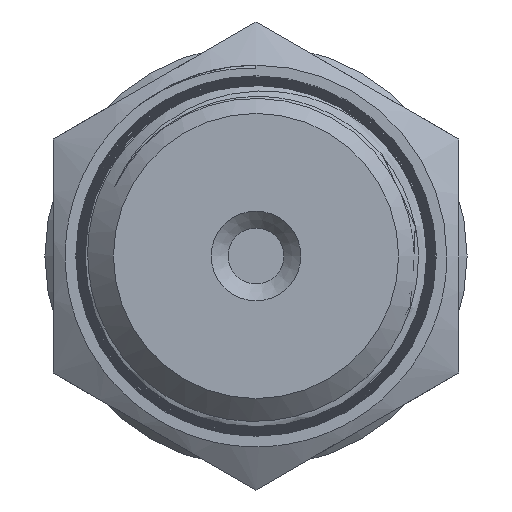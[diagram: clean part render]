
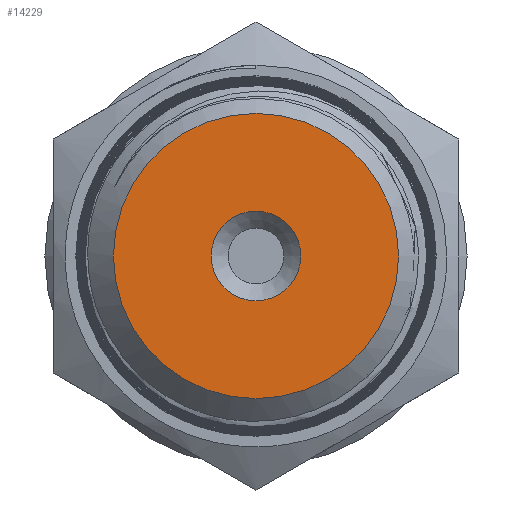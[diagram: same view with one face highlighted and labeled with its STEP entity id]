
A CAD part, left-side view. The second image highlights one B-rep face of the part: STEP entity #14229.
In plain terms, the highlighted planar face has unit normal (-1, 0, 0).
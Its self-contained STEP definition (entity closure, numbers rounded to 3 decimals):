
#159=PLANE('',#14998);
#410=FACE_BOUND('',#2026,.T.);
#1213=FACE_OUTER_BOUND('',#2025,.T.);
#2025=EDGE_LOOP('',(#11233));
#2026=EDGE_LOOP('',(#11234));
#2631=CIRCLE('',#14992,8.445);
#2633=CIRCLE('',#14997,2.65);
#6362=VERTEX_POINT('',#37767);
#6364=VERTEX_POINT('',#37776);
#8137=EDGE_CURVE('',#6362,#6362,#2631,.T.);
#8141=EDGE_CURVE('',#6364,#6364,#2633,.T.);
#11233=ORIENTED_EDGE('',*,*,#8137,.F.);
#11234=ORIENTED_EDGE('',*,*,#8141,.T.);
#14229=ADVANCED_FACE('',(#1213,#410),#159,.T.);
#14992=AXIS2_PLACEMENT_3D('',#37769,#16432,#16433);
#14997=AXIS2_PLACEMENT_3D('',#37778,#16444,#16445);
#14998=AXIS2_PLACEMENT_3D('',#37779,#16446,#16447);
#16432=DIRECTION('center_axis',(1.,0.,0.));
#16433=DIRECTION('ref_axis',(0.,0.,-1.));
#16444=DIRECTION('center_axis',(1.,0.,0.));
#16445=DIRECTION('ref_axis',(0.,0.,-1.));
#16446=DIRECTION('center_axis',(-1.,0.,0.));
#16447=DIRECTION('ref_axis',(0.,0.,1.));
#37767=CARTESIAN_POINT('',(0.,-8.445,0.));
#37769=CARTESIAN_POINT('Origin',(0.,0.,0.));
#37776=CARTESIAN_POINT('',(0.,-2.65,0.));
#37778=CARTESIAN_POINT('Origin',(0.,0.,0.));
#37779=CARTESIAN_POINT('Origin',(0.,8.445,0.));
